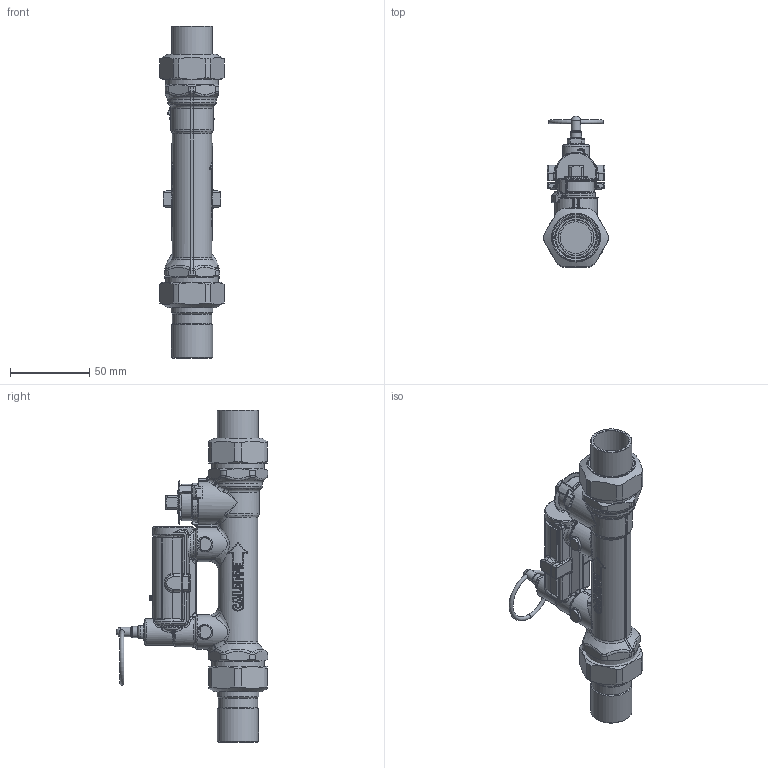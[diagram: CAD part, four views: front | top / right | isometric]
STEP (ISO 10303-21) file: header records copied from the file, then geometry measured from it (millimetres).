
FILE_DESCRIPTION(/* description */ (''),/* implementation_level */ '2;1');
FILE_NAME(/* name */ '132559AFC.stp',/* time_stamp */ '2025-07-10T11:06:18-05:00',/* author */ ('ischreiner'),/* organization */ (''),/* preprocessor_version */ 'ST-DEVELOPER v20',/* originating_system */ 'Autodesk Inventor 2025',/* authorisation */ '');
FILE_SCHEMA (('AUTOMOTIVE_DESIGN { 1 0 10303 214 3 1 1 }'));
Length unit declared in the file: inch
Products named in the file (5): 132559AFC; 132637 - TST; F41358; NA10003; F61008 - 1 inch union nut
Assembly tree (5 placements, depth 2):
  132559AFC
    132637 - TST
    F41358
    NA10003
    F61008 - 1 inch union nut  x2
Bounding box: 40.63 x 95.91 x 210.13 mm (x, y, z)
Volume: 187561.8 mm3; surface area: 56177.7 mm2
Topology: 8 solids, 8 shells, 1800 faces, 4229 edges, 2399 vertices
Faces by surface type: bspline 924, cylinder 377, plane 259, sphere 107, torus 68, cone 65
Full cylindrical faces by diameter (mm): 2.5 x1, 3 x1, 3.1 x1, 3.3 x1, 4.1 x1, 4.2 x1, 6 x2, 7 x1, 14.224 x1, 14.5 x1, 17 x1, 19.812 x1, 20.015 x1, 21.057 x1, 22 x1, 22.352 x2, 22.7 x2, 24.13 x1, 24.2 x1, 24.994 x1, 25.984 x1, 26 x1, 26.01 x1, 26.492 x1, 26.924 x2, 29.794 x1, 30.099 x1, 30.302 x2, 33.1 x2
Entity records: 121688 total; most frequent: CARTESIAN_POINT 85238, ORIENTED_EDGE 8188, DIRECTION 6501, EDGE_CURVE 4094, AXIS2_PLACEMENT_3D 2830, VERTEX_POINT 2364, EDGE_LOOP 1830, FACE_OUTER_BOUND 1779
